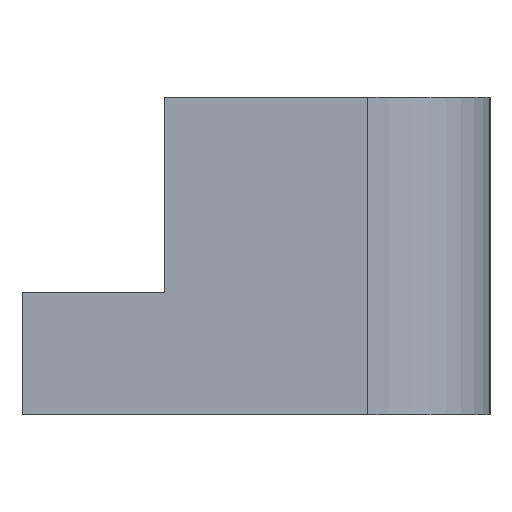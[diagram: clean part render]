
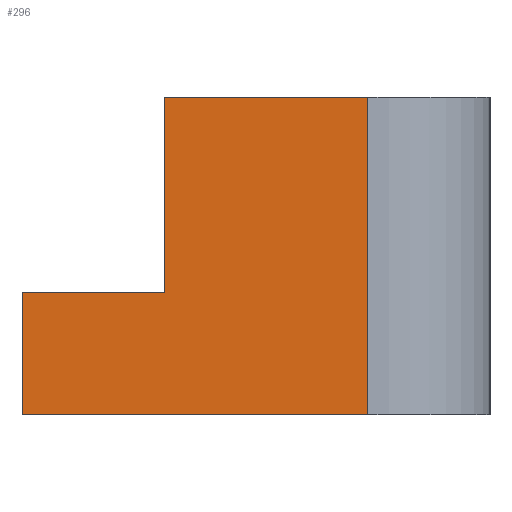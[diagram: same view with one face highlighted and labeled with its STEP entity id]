
A CAD part, left-side view. The second image highlights one B-rep face of the part: STEP entity #296.
In plain terms, the highlighted planar face has unit normal (-1, 0, 0).
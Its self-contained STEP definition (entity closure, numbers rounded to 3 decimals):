
#6 = ORIENTED_EDGE ( 'NONE', *, *, #367, .F. ) ;
#15 = EDGE_LOOP ( 'NONE', ( #469, #304, #27, #116, #442, #6 ) ) ;
#25 = LINE ( 'NONE', #58, #426 ) ;
#27 = ORIENTED_EDGE ( 'NONE', *, *, #470, .F. ) ;
#58 = CARTESIAN_POINT ( 'NONE',  ( -20., 11.5, 0. ) ) ;
#73 = LINE ( 'NONE', #451, #410 ) ;
#83 = LINE ( 'NONE', #323, #204 ) ;
#93 = DIRECTION ( 'NONE',  ( 0., -1., 0. ) ) ;
#103 = CARTESIAN_POINT ( 'NONE',  ( -20., 11.5, 3. ) ) ;
#105 = DIRECTION ( 'NONE',  ( 0., 0., 1. ) ) ;
#116 = ORIENTED_EDGE ( 'NONE', *, *, #325, .F. ) ;
#125 = VERTEX_POINT ( 'NONE', #360 ) ;
#126 = VECTOR ( 'NONE', #395, 1000. ) ;
#127 = AXIS2_PLACEMENT_3D ( 'NONE', #266, #498, #461 ) ;
#132 = CARTESIAN_POINT ( 'NONE',  ( -20., 8., 3. ) ) ;
#133 = VERTEX_POINT ( 'NONE', #520 ) ;
#136 = CARTESIAN_POINT ( 'NONE',  ( -20., 0., 0. ) ) ;
#139 = VERTEX_POINT ( 'NONE', #231 ) ;
#157 = VERTEX_POINT ( 'NONE', #318 ) ;
#168 = CARTESIAN_POINT ( 'NONE',  ( -20., 8., 7.8 ) ) ;
#176 = DIRECTION ( 'NONE',  ( 0., 0., 1. ) ) ;
#204 = VECTOR ( 'NONE', #321, 1000. ) ;
#205 = VECTOR ( 'NONE', #176, 1000. ) ;
#230 = EDGE_CURVE ( 'NONE', #404, #157, #73, .T. ) ;
#231 = CARTESIAN_POINT ( 'NONE',  ( -20., 3., 0. ) ) ;
#243 = FACE_OUTER_BOUND ( 'NONE', #15, .T. ) ;
#253 = CARTESIAN_POINT ( 'NONE',  ( -20., 11.5, 0. ) ) ;
#256 = EDGE_CURVE ( 'NONE', #139, #133, #83, .T. ) ;
#266 = CARTESIAN_POINT ( 'NONE',  ( -20., 0., 0. ) ) ;
#296 = ADVANCED_FACE ( 'NONE', ( #243 ), #377, .F. ) ;
#302 = LINE ( 'NONE', #132, #205 ) ;
#304 = ORIENTED_EDGE ( 'NONE', *, *, #256, .T. ) ;
#313 = EDGE_CURVE ( 'NONE', #139, #385, #428, .T. ) ;
#318 = CARTESIAN_POINT ( 'NONE',  ( -20., 8., 3. ) ) ;
#321 = DIRECTION ( 'NONE',  ( 0., 0., 1. ) ) ;
#323 = CARTESIAN_POINT ( 'NONE',  ( -20., 3., 0. ) ) ;
#325 = EDGE_CURVE ( 'NONE', #157, #125, #302, .T. ) ;
#328 = VECTOR ( 'NONE', #93, 1000. ) ;
#360 = CARTESIAN_POINT ( 'NONE',  ( -20., 8., 7.8 ) ) ;
#367 = EDGE_CURVE ( 'NONE', #385, #404, #25, .T. ) ;
#371 = DIRECTION ( 'NONE',  ( 0., -1., 0. ) ) ;
#377 = PLANE ( 'NONE',  #127 ) ;
#385 = VERTEX_POINT ( 'NONE', #253 ) ;
#395 = DIRECTION ( 'NONE',  ( 0., 1., 0. ) ) ;
#404 = VERTEX_POINT ( 'NONE', #103 ) ;
#410 = VECTOR ( 'NONE', #371, 1000. ) ;
#426 = VECTOR ( 'NONE', #105, 1000. ) ;
#428 = LINE ( 'NONE', #136, #126 ) ;
#442 = ORIENTED_EDGE ( 'NONE', *, *, #230, .F. ) ;
#451 = CARTESIAN_POINT ( 'NONE',  ( -20., 11.5, 3. ) ) ;
#461 = DIRECTION ( 'NONE',  ( 0., 0., -1. ) ) ;
#469 = ORIENTED_EDGE ( 'NONE', *, *, #313, .F. ) ;
#470 = EDGE_CURVE ( 'NONE', #125, #133, #483, .T. ) ;
#483 = LINE ( 'NONE', #168, #328 ) ;
#498 = DIRECTION ( 'NONE',  ( 1., 0., 0. ) ) ;
#520 = CARTESIAN_POINT ( 'NONE',  ( -20., 3., 7.8 ) ) ;
